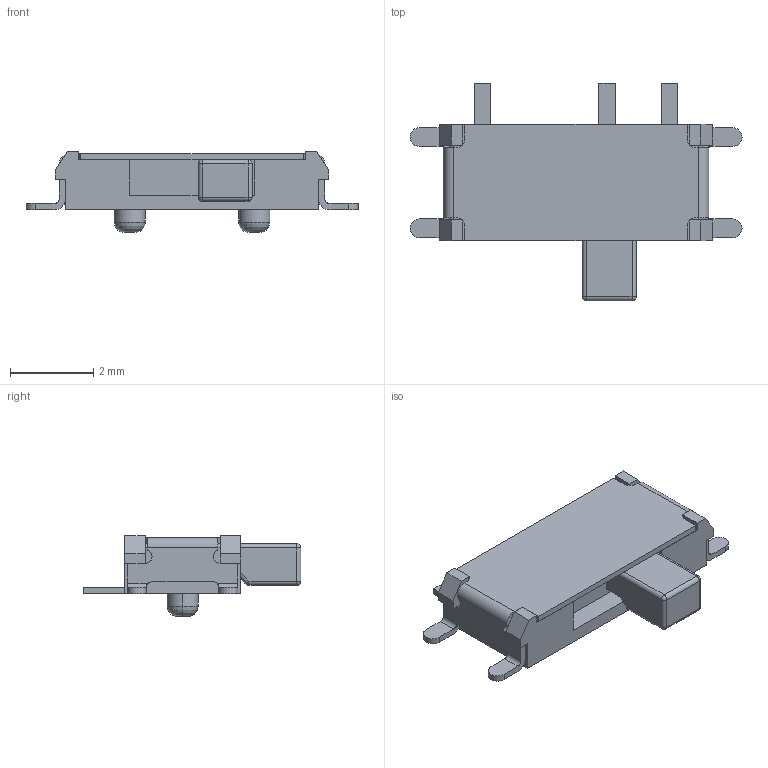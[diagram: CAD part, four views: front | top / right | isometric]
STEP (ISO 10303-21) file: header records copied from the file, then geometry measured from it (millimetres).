
FILE_DESCRIPTION(('FreeCAD Model'),'2;1');
FILE_NAME('Open CASCADE Shape Model','2024-08-26T02:19:02',(''),(''), 'Open CASCADE STEP processor 7.6','FreeCAD','Unknown');
FILE_SCHEMA(('AUTOMOTIVE_DESIGN { 1 0 10303 214 1 1 1 1 }'));
Length unit declared in the file: millimetre
Products named in the file (2): SW-TH_MSK12C02-HB-1; COMPOUND
Assembly tree (1 placements, depth 2):
  SW-TH_MSK12C02-HB-1
    COMPOUND
Bounding box: 8 x 5.25 x 1.95 mm (x, y, z)
Volume: 25.8 mm3; surface area: 122.1 mm2
Topology: 2 solids, 2 shells, 379 faces, 3118 edges, 8985 vertices
Faces by surface type: plane 224, bspline 98, cylinder 47, sphere 6, revolution 4
Entity records: 43023 total; most frequent: CARTESIAN_POINT 15480, DIRECTION 3328, LINE 2190, VECTOR 2190, GEOMETRIC_CURVE_SET 2078, ORIENTED_EDGE 2072, TRIMMED_CURVE 2072, PRESENTATION_STYLE_ASSIGNMENT 1063
